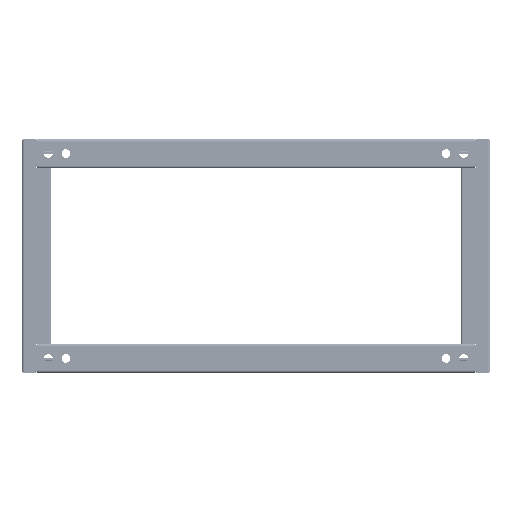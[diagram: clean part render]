
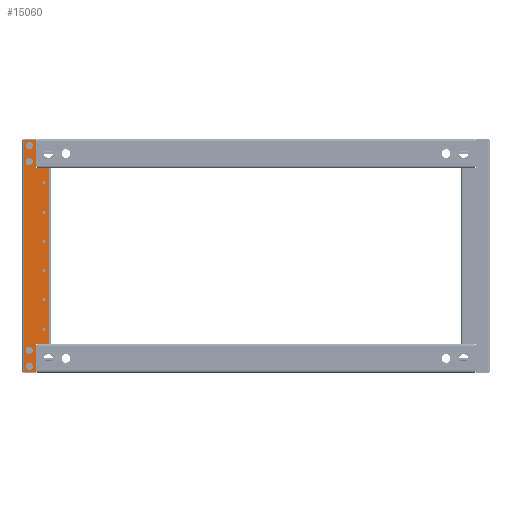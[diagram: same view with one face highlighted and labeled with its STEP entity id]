
A CAD part, front view. The second image highlights one B-rep face of the part: STEP entity #15060.
In plain terms, the highlighted planar face has unit normal (0, -1, 0).
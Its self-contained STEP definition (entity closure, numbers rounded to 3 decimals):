
#15060=ADVANCED_FACE('',(#35185,#35186,#35187,#35188,#35189,#35190,#35191,#35192,#35193,#35194,#35195),#35196,.T.);
#35185=FACE_BOUND('',#58223,.T.);
#35186=FACE_BOUND('',#58224,.T.);
#35187=FACE_BOUND('',#58225,.T.);
#35188=FACE_BOUND('',#58226,.T.);
#35189=FACE_BOUND('',#58227,.T.);
#35190=FACE_BOUND('',#58228,.T.);
#35191=FACE_BOUND('',#58229,.T.);
#35192=FACE_BOUND('',#58230,.T.);
#35193=FACE_BOUND('',#58231,.T.);
#35194=FACE_BOUND('',#58232,.T.);
#35195=FACE_OUTER_BOUND('',#58233,.T.);
#35196=PLANE('',#58234);
#58223=EDGE_LOOP('',(#106858,#106859));
#58224=EDGE_LOOP('',(#106860,#106861));
#58225=EDGE_LOOP('',(#106862,#106863));
#58226=EDGE_LOOP('',(#106864,#106865));
#58227=EDGE_LOOP('',(#106866,#106867));
#58228=EDGE_LOOP('',(#106868,#106869));
#58229=EDGE_LOOP('',(#106870,#106871));
#58230=EDGE_LOOP('',(#106872,#106873));
#58231=EDGE_LOOP('',(#106874,#106875));
#58232=EDGE_LOOP('',(#106876,#106877));
#58233=EDGE_LOOP('',(#106878,#106879,#106880,#106881,#106882,#106883,#106884,#106885));
#58234=AXIS2_PLACEMENT_3D('',#106886,#106887,#106888);
#106858=ORIENTED_EDGE('',*,*,#142078,.T.);
#106859=ORIENTED_EDGE('',*,*,#142245,.T.);
#106860=ORIENTED_EDGE('',*,*,#142083,.T.);
#106861=ORIENTED_EDGE('',*,*,#142246,.T.);
#106862=ORIENTED_EDGE('',*,*,#142088,.T.);
#106863=ORIENTED_EDGE('',*,*,#142247,.T.);
#106864=ORIENTED_EDGE('',*,*,#142093,.T.);
#106865=ORIENTED_EDGE('',*,*,#142248,.T.);
#106866=ORIENTED_EDGE('',*,*,#142098,.T.);
#106867=ORIENTED_EDGE('',*,*,#142249,.T.);
#106868=ORIENTED_EDGE('',*,*,#142103,.T.);
#106869=ORIENTED_EDGE('',*,*,#142250,.T.);
#106870=ORIENTED_EDGE('',*,*,#142108,.T.);
#106871=ORIENTED_EDGE('',*,*,#142251,.T.);
#106872=ORIENTED_EDGE('',*,*,#142113,.T.);
#106873=ORIENTED_EDGE('',*,*,#142252,.T.);
#106874=ORIENTED_EDGE('',*,*,#142118,.T.);
#106875=ORIENTED_EDGE('',*,*,#142253,.T.);
#106876=ORIENTED_EDGE('',*,*,#142123,.T.);
#106877=ORIENTED_EDGE('',*,*,#142254,.T.);
#106878=ORIENTED_EDGE('',*,*,#142255,.T.);
#106879=ORIENTED_EDGE('',*,*,#142243,.F.);
#106880=ORIENTED_EDGE('',*,*,#142256,.T.);
#106881=ORIENTED_EDGE('',*,*,#142257,.T.);
#106882=ORIENTED_EDGE('',*,*,#142258,.F.);
#106883=ORIENTED_EDGE('',*,*,#142259,.T.);
#106884=ORIENTED_EDGE('',*,*,#142221,.T.);
#106885=ORIENTED_EDGE('',*,*,#142260,.T.);
#106886=CARTESIAN_POINT('',(25.0,0.0,399.0));
#106887=DIRECTION('',(0.0,-1.0,0.0));
#106888=DIRECTION('',(-1.0,0.0,0.0));
#142078=EDGE_CURVE('',#174322,#174326,#174328,.T.);
#142083=EDGE_CURVE('',#174331,#174335,#174337,.T.);
#142088=EDGE_CURVE('',#174340,#174344,#174346,.T.);
#142093=EDGE_CURVE('',#174349,#174353,#174355,.T.);
#142098=EDGE_CURVE('',#174358,#174362,#174364,.T.);
#142103=EDGE_CURVE('',#174367,#174371,#174373,.T.);
#142108=EDGE_CURVE('',#174376,#174380,#174382,.T.);
#142113=EDGE_CURVE('',#174385,#174389,#174391,.T.);
#142118=EDGE_CURVE('',#174394,#174398,#174400,.T.);
#142123=EDGE_CURVE('',#174403,#174407,#174409,.T.);
#142221=EDGE_CURVE('',#174586,#174584,#174587,.T.);
#142243=EDGE_CURVE('',#174623,#174621,#174625,.T.);
#142245=EDGE_CURVE('',#174326,#174322,#174627,.T.);
#142246=EDGE_CURVE('',#174335,#174331,#174628,.T.);
#142247=EDGE_CURVE('',#174344,#174340,#174629,.T.);
#142248=EDGE_CURVE('',#174353,#174349,#174630,.T.);
#142249=EDGE_CURVE('',#174362,#174358,#174631,.T.);
#142250=EDGE_CURVE('',#174371,#174367,#174632,.T.);
#142251=EDGE_CURVE('',#174380,#174376,#174633,.T.);
#142252=EDGE_CURVE('',#174389,#174385,#174634,.T.);
#142253=EDGE_CURVE('',#174398,#174394,#174635,.T.);
#142254=EDGE_CURVE('',#174407,#174403,#174636,.T.);
#142255=EDGE_CURVE('',#174637,#174621,#174638,.T.);
#142256=EDGE_CURVE('',#174623,#174639,#174640,.T.);
#142257=EDGE_CURVE('',#174639,#174641,#174642,.T.);
#142258=EDGE_CURVE('',#174643,#174641,#174644,.T.);
#142259=EDGE_CURVE('',#174643,#174586,#174645,.T.);
#142260=EDGE_CURVE('',#174584,#174637,#174646,.T.);
#174322=VERTEX_POINT('',#215394);
#174326=VERTEX_POINT('',#215399);
#174328=CIRCLE('',#215402,2.7);
#174331=VERTEX_POINT('',#215405);
#174335=VERTEX_POINT('',#215410);
#174337=CIRCLE('',#215413,2.7);
#174340=VERTEX_POINT('',#215416);
#174344=VERTEX_POINT('',#215421);
#174346=CIRCLE('',#215424,2.7);
#174349=VERTEX_POINT('',#215427);
#174353=VERTEX_POINT('',#215432);
#174355=CIRCLE('',#215435,2.7);
#174358=VERTEX_POINT('',#215438);
#174362=VERTEX_POINT('',#215443);
#174364=CIRCLE('',#215446,2.7);
#174367=VERTEX_POINT('',#215449);
#174371=VERTEX_POINT('',#215454);
#174373=CIRCLE('',#215457,2.7);
#174376=VERTEX_POINT('',#215460);
#174380=VERTEX_POINT('',#215465);
#174382=CIRCLE('',#215468,6.1);
#174385=VERTEX_POINT('',#215471);
#174389=VERTEX_POINT('',#215476);
#174391=CIRCLE('',#215479,6.1);
#174394=VERTEX_POINT('',#215482);
#174398=VERTEX_POINT('',#215487);
#174400=CIRCLE('',#215490,6.1);
#174403=VERTEX_POINT('',#215493);
#174407=VERTEX_POINT('',#215498);
#174409=CIRCLE('',#215501,6.1);
#174584=VERTEX_POINT('',#215716);
#174586=VERTEX_POINT('',#215719);
#174587=LINE('',#215720,#215721);
#174621=VERTEX_POINT('',#215768);
#174623=VERTEX_POINT('',#215770);
#174625=LINE('',#215772,#215773);
#174627=CIRCLE('',#215775,2.7);
#174628=CIRCLE('',#215776,2.7);
#174629=CIRCLE('',#215777,2.7);
#174630=CIRCLE('',#215778,2.7);
#174631=CIRCLE('',#215779,2.7);
#174632=CIRCLE('',#215780,2.7);
#174633=CIRCLE('',#215781,6.1);
#174634=CIRCLE('',#215782,6.1);
#174635=CIRCLE('',#215783,6.1);
#174636=CIRCLE('',#215784,6.1);
#174637=VERTEX_POINT('',#215785);
#174638=LINE('',#215786,#215787);
#174639=VERTEX_POINT('',#215788);
#174640=LINE('',#215789,#215790);
#174641=VERTEX_POINT('',#215791);
#174642=LINE('',#215792,#215793);
#174643=VERTEX_POINT('',#215794);
#174644=LINE('',#215795,#215796);
#174645=LINE('',#215797,#215798);
#174646=LINE('',#215799,#215800);
#215394=CARTESIAN_POINT('',(37.5,0.0,72.3));
#215399=CARTESIAN_POINT('',(37.5,0.0,77.7));
#215402=AXIS2_PLACEMENT_3D('',#256955,#256956,#256957);
#215405=CARTESIAN_POINT('',(37.5,0.0,122.3));
#215410=CARTESIAN_POINT('',(37.5,0.0,127.7));
#215413=AXIS2_PLACEMENT_3D('',#256963,#256964,#256965);
#215416=CARTESIAN_POINT('',(37.5,0.0,172.3));
#215421=CARTESIAN_POINT('',(37.5,0.0,177.7));
#215424=AXIS2_PLACEMENT_3D('',#256971,#256972,#256973);
#215427=CARTESIAN_POINT('',(37.5,0.0,222.3));
#215432=CARTESIAN_POINT('',(37.5,0.0,227.7));
#215435=AXIS2_PLACEMENT_3D('',#256979,#256980,#256981);
#215438=CARTESIAN_POINT('',(37.5,0.0,272.3));
#215443=CARTESIAN_POINT('',(37.5,0.0,277.7));
#215446=AXIS2_PLACEMENT_3D('',#256987,#256988,#256989);
#215449=CARTESIAN_POINT('',(37.5,0.0,322.3));
#215454=CARTESIAN_POINT('',(37.5,0.0,327.7));
#215457=AXIS2_PLACEMENT_3D('',#256995,#256996,#256997);
#215460=CARTESIAN_POINT('',(12.5,0.0,32.4));
#215465=CARTESIAN_POINT('',(12.5,0.0,44.6));
#215468=AXIS2_PLACEMENT_3D('',#257003,#257004,#257005);
#215471=CARTESIAN_POINT('',(12.5,0.0,5.4));
#215476=CARTESIAN_POINT('',(12.5,0.0,17.6));
#215479=AXIS2_PLACEMENT_3D('',#257011,#257012,#257013);
#215482=CARTESIAN_POINT('',(12.5,0.0,355.4));
#215487=CARTESIAN_POINT('',(12.5,0.0,367.6));
#215490=AXIS2_PLACEMENT_3D('',#257019,#257020,#257021);
#215493=CARTESIAN_POINT('',(12.5,0.0,382.4));
#215498=CARTESIAN_POINT('',(12.5,0.0,394.6));
#215501=AXIS2_PLACEMENT_3D('',#257027,#257028,#257029);
#215716=CARTESIAN_POINT('',(24.5,0.0,1.0));
#215719=CARTESIAN_POINT('',(3.5,0.0,1.0));
#215720=CARTESIAN_POINT('',(3.5,0.0,1.0));
#215721=VECTOR('',#257182,1.0);
#215768=CARTESIAN_POINT('',(46.5,0.0,50.0));
#215770=CARTESIAN_POINT('',(46.5,0.0,350.0));
#215772=CARTESIAN_POINT('',(46.5,0.0,399.0));
#215773=VECTOR('',#257211,1.0);
#215775=AXIS2_PLACEMENT_3D('',#257212,#257213,#257214);
#215776=AXIS2_PLACEMENT_3D('',#257215,#257216,#257217);
#215777=AXIS2_PLACEMENT_3D('',#257218,#257219,#257220);
#215778=AXIS2_PLACEMENT_3D('',#257221,#257222,#257223);
#215779=AXIS2_PLACEMENT_3D('',#257224,#257225,#257226);
#215780=AXIS2_PLACEMENT_3D('',#257227,#257228,#257229);
#215781=AXIS2_PLACEMENT_3D('',#257230,#257231,#257232);
#215782=AXIS2_PLACEMENT_3D('',#257233,#257234,#257235);
#215783=AXIS2_PLACEMENT_3D('',#257236,#257237,#257238);
#215784=AXIS2_PLACEMENT_3D('',#257239,#257240,#257241);
#215785=CARTESIAN_POINT('',(24.5,0.0,50.0));
#215786=CARTESIAN_POINT('',(32.25,0.0,50.0));
#215787=VECTOR('',#257242,1.0);
#215788=CARTESIAN_POINT('',(24.5,0.0,350.0));
#215789=CARTESIAN_POINT('',(32.25,0.0,350.0));
#215790=VECTOR('',#257243,1.0);
#215791=CARTESIAN_POINT('',(24.5,0.0,399.0));
#215792=CARTESIAN_POINT('',(24.5,0.0,386.75));
#215793=VECTOR('',#257244,1.0);
#215794=CARTESIAN_POINT('',(3.5,0.0,399.0));
#215795=CARTESIAN_POINT('',(3.5,0.0,399.0));
#215796=VECTOR('',#257245,1.0);
#215797=CARTESIAN_POINT('',(3.5,0.0,399.0));
#215798=VECTOR('',#257246,1.0);
#215799=CARTESIAN_POINT('',(24.5,0.0,212.25));
#215800=VECTOR('',#257247,1.0);
#256955=CARTESIAN_POINT('',(37.5,0.0,75.0));
#256956=DIRECTION('',(-0.0,1.0,0.0));
#256957=DIRECTION('',(0.0,0.0,-1.0));
#256963=CARTESIAN_POINT('',(37.5,0.0,125.0));
#256964=DIRECTION('',(-0.0,1.0,0.0));
#256965=DIRECTION('',(0.0,0.0,-1.0));
#256971=CARTESIAN_POINT('',(37.5,0.0,175.0));
#256972=DIRECTION('',(-0.0,1.0,0.0));
#256973=DIRECTION('',(0.0,0.0,-1.0));
#256979=CARTESIAN_POINT('',(37.5,0.0,225.0));
#256980=DIRECTION('',(-0.0,1.0,0.0));
#256981=DIRECTION('',(0.0,0.0,-1.0));
#256987=CARTESIAN_POINT('',(37.5,0.0,275.0));
#256988=DIRECTION('',(-0.0,1.0,0.0));
#256989=DIRECTION('',(0.0,0.0,-1.0));
#256995=CARTESIAN_POINT('',(37.5,0.0,325.0));
#256996=DIRECTION('',(-0.0,1.0,0.0));
#256997=DIRECTION('',(0.0,0.0,-1.0));
#257003=CARTESIAN_POINT('',(12.5,0.0,38.5));
#257004=DIRECTION('',(-0.0,1.0,0.0));
#257005=DIRECTION('',(0.0,0.0,-1.0));
#257011=CARTESIAN_POINT('',(12.5,0.0,11.5));
#257012=DIRECTION('',(-0.0,1.0,0.0));
#257013=DIRECTION('',(0.0,0.0,-1.0));
#257019=CARTESIAN_POINT('',(12.5,0.0,361.5));
#257020=DIRECTION('',(-0.0,1.0,0.0));
#257021=DIRECTION('',(0.0,0.0,-1.0));
#257027=CARTESIAN_POINT('',(12.5,0.0,388.5));
#257028=DIRECTION('',(-0.0,1.0,0.0));
#257029=DIRECTION('',(0.0,0.0,-1.0));
#257182=DIRECTION('',(1.0,0.0,0.0));
#257211=DIRECTION('',(0.0,0.0,-1.0));
#257212=CARTESIAN_POINT('',(37.5,0.0,75.0));
#257213=DIRECTION('',(-0.0,1.0,0.0));
#257214=DIRECTION('',(0.0,0.0,-1.0));
#257215=CARTESIAN_POINT('',(37.5,0.0,125.0));
#257216=DIRECTION('',(-0.0,1.0,0.0));
#257217=DIRECTION('',(0.0,0.0,-1.0));
#257218=CARTESIAN_POINT('',(37.5,0.0,175.0));
#257219=DIRECTION('',(-0.0,1.0,0.0));
#257220=DIRECTION('',(0.0,0.0,-1.0));
#257221=CARTESIAN_POINT('',(37.5,0.0,225.0));
#257222=DIRECTION('',(-0.0,1.0,0.0));
#257223=DIRECTION('',(0.0,0.0,-1.0));
#257224=CARTESIAN_POINT('',(37.5,0.0,275.0));
#257225=DIRECTION('',(-0.0,1.0,0.0));
#257226=DIRECTION('',(0.0,0.0,-1.0));
#257227=CARTESIAN_POINT('',(37.5,0.0,325.0));
#257228=DIRECTION('',(-0.0,1.0,0.0));
#257229=DIRECTION('',(0.0,0.0,-1.0));
#257230=CARTESIAN_POINT('',(12.5,0.0,38.5));
#257231=DIRECTION('',(-0.0,1.0,0.0));
#257232=DIRECTION('',(0.0,0.0,-1.0));
#257233=CARTESIAN_POINT('',(12.5,0.0,11.5));
#257234=DIRECTION('',(-0.0,1.0,0.0));
#257235=DIRECTION('',(0.0,0.0,-1.0));
#257236=CARTESIAN_POINT('',(12.5,0.0,361.5));
#257237=DIRECTION('',(-0.0,1.0,0.0));
#257238=DIRECTION('',(0.0,0.0,-1.0));
#257239=CARTESIAN_POINT('',(12.5,0.0,388.5));
#257240=DIRECTION('',(-0.0,1.0,0.0));
#257241=DIRECTION('',(0.0,0.0,-1.0));
#257242=DIRECTION('',(1.0,0.0,0.0));
#257243=DIRECTION('',(-1.0,0.0,0.0));
#257244=DIRECTION('',(-0.0,0.0,1.0));
#257245=DIRECTION('',(1.0,0.0,0.0));
#257246=DIRECTION('',(0.0,0.0,-1.0));
#257247=DIRECTION('',(-0.0,0.0,1.0));
